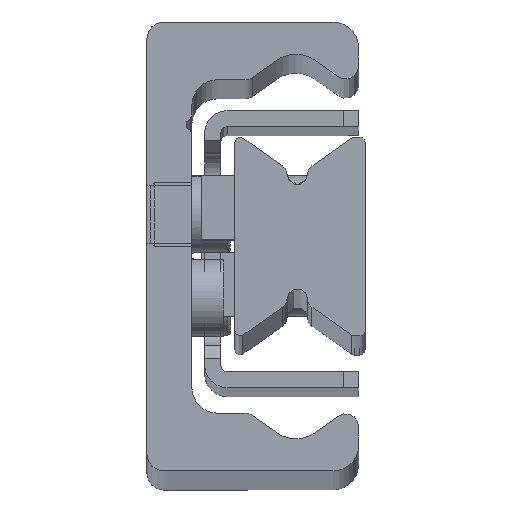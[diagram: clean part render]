
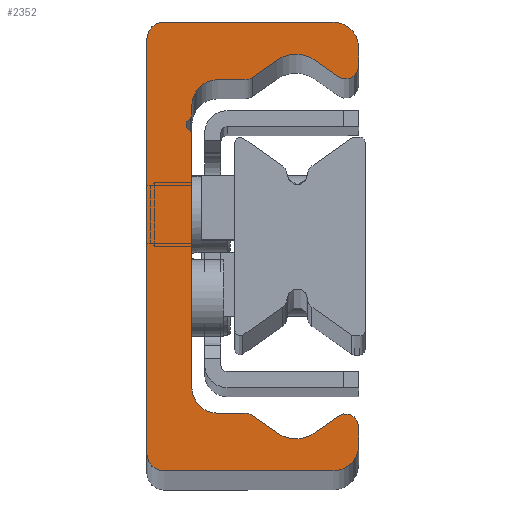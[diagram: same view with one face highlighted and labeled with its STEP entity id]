
A CAD part, top view. The second image highlights one B-rep face of the part: STEP entity #2352.
In plain terms, the highlighted planar face has unit normal (0, 0, 1).
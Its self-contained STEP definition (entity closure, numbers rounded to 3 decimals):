
#1298=CARTESIAN_POINT('',(1.299,0.,850.0));
#1299=VERTEX_POINT('',#1298);
#1300=CARTESIAN_POINT('',(-0.001,1.3,850.0));
#1301=VERTEX_POINT('',#1300);
#1302=CARTESIAN_POINT('',(1.299,1.3,850.0));
#1303=DIRECTION('',(0.0,0.0,-1.0));
#1304=DIRECTION('',(-1.0,0.0,0.0));
#1305=AXIS2_PLACEMENT_3D('',#1302,#1303,#1304);
#1306=CIRCLE('',#1305,1.3);
#1307=EDGE_CURVE('',#1299,#1301,#1306,.T.);
#1340=CARTESIAN_POINT('',(-0.001,33.7,850.0));
#1341=VERTEX_POINT('',#1340);
#1342=CARTESIAN_POINT('',(-0.001,1.3,850.0));
#1343=DIRECTION('',(0.0,1.0,0.0));
#1344=VECTOR('',#1343,32.4);
#1345=LINE('',#1342,#1344);
#1346=EDGE_CURVE('',#1301,#1341,#1345,.T.);
#1416=CARTESIAN_POINT('',(1.299,35.0,850.0));
#1417=VERTEX_POINT('',#1416);
#1418=CARTESIAN_POINT('',(1.299,33.7,850.0));
#1419=DIRECTION('',(0.0,0.0,-1.0));
#1420=DIRECTION('',(0.0,1.0,0.0));
#1421=AXIS2_PLACEMENT_3D('',#1418,#1419,#1420);
#1422=CIRCLE('',#1421,1.3);
#1423=EDGE_CURVE('',#1341,#1417,#1422,.T.);
#1449=CARTESIAN_POINT('',(14.499,35.0,850.0));
#1450=VERTEX_POINT('',#1449);
#1451=CARTESIAN_POINT('',(1.299,35.0,850.0));
#1452=DIRECTION('',(1.0,0.0,0.0));
#1453=VECTOR('',#1452,13.2);
#1454=LINE('',#1451,#1453);
#1455=EDGE_CURVE('',#1417,#1450,#1454,.T.);
#1480=CARTESIAN_POINT('',(16.499,33.0,850.0));
#1481=VERTEX_POINT('',#1480);
#1482=CARTESIAN_POINT('',(14.499,33.0,850.0));
#1483=DIRECTION('',(0.0,0.0,-1.0));
#1484=DIRECTION('',(1.0,0.0,0.0));
#1485=AXIS2_PLACEMENT_3D('',#1482,#1483,#1484);
#1486=CIRCLE('',#1485,2.0);
#1487=EDGE_CURVE('',#1450,#1481,#1486,.T.);
#1513=CARTESIAN_POINT('',(16.499,31.542,850.0));
#1514=VERTEX_POINT('',#1513);
#1515=CARTESIAN_POINT('',(16.499,33.0,850.0));
#1516=DIRECTION('',(0.0,-1.0,0.0));
#1517=VECTOR('',#1516,1.458);
#1518=LINE('',#1515,#1517);
#1519=EDGE_CURVE('',#1481,#1514,#1518,.T.);
#1544=CARTESIAN_POINT('',(14.926,30.723,850.0));
#1545=VERTEX_POINT('',#1544);
#1546=CARTESIAN_POINT('',(15.499,31.542,850.0));
#1547=DIRECTION('',(0.0,0.0,-1.0));
#1548=DIRECTION('',(-0.574,-0.819,0.0));
#1549=AXIS2_PLACEMENT_3D('',#1546,#1547,#1548);
#1550=CIRCLE('',#1549,1.);
#1551=EDGE_CURVE('',#1514,#1545,#1550,.T.);
#1577=CARTESIAN_POINT('',(13.033,32.048,850.0));
#1578=VERTEX_POINT('',#1577);
#1579=CARTESIAN_POINT('',(14.926,30.723,850.0));
#1580=DIRECTION('',(-0.819,0.574,0.0));
#1581=VECTOR('',#1580,2.31);
#1582=LINE('',#1579,#1581);
#1583=EDGE_CURVE('',#1545,#1578,#1582,.T.);
#1608=CARTESIAN_POINT('',(10.165,32.048,850.0));
#1609=VERTEX_POINT('',#1608);
#1610=CARTESIAN_POINT('',(11.599,30.0,850.0));
#1611=DIRECTION('',(0.0,0.0,1.));
#1612=DIRECTION('',(-0.574,-0.819,0.0));
#1613=AXIS2_PLACEMENT_3D('',#1610,#1611,#1612);
#1614=CIRCLE('',#1613,2.5);
#1615=EDGE_CURVE('',#1578,#1609,#1614,.T.);
#1641=CARTESIAN_POINT('',(8.213,30.681,850.0));
#1642=VERTEX_POINT('',#1641);
#1643=CARTESIAN_POINT('',(10.165,32.048,850.0));
#1644=DIRECTION('',(-0.819,-0.574,0.0));
#1645=VECTOR('',#1644,2.383);
#1646=LINE('',#1643,#1645);
#1647=EDGE_CURVE('',#1609,#1642,#1646,.T.);
#1672=CARTESIAN_POINT('',(7.64,30.5,850.0));
#1673=VERTEX_POINT('',#1672);
#1674=CARTESIAN_POINT('',(7.64,31.5,850.0));
#1675=DIRECTION('',(0.0,0.0,-1.0));
#1676=DIRECTION('',(0.0,-1.0,0.0));
#1677=AXIS2_PLACEMENT_3D('',#1674,#1675,#1676);
#1678=CIRCLE('',#1677,1.);
#1679=EDGE_CURVE('',#1642,#1673,#1678,.T.);
#1705=CARTESIAN_POINT('',(5.499,30.5,850.0));
#1706=VERTEX_POINT('',#1705);
#1707=CARTESIAN_POINT('',(7.64,30.5,850.0));
#1708=DIRECTION('',(-1.0,0.0,0.0));
#1709=VECTOR('',#1708,2.14);
#1710=LINE('',#1707,#1709);
#1711=EDGE_CURVE('',#1673,#1706,#1710,.T.);
#1736=CARTESIAN_POINT('',(3.499,28.5,850.0));
#1737=VERTEX_POINT('',#1736);
#1738=CARTESIAN_POINT('',(5.499,28.5,850.0));
#1739=DIRECTION('',(0.0,0.0,1.0));
#1740=DIRECTION('',(0.0,-1.0,0.0));
#1741=AXIS2_PLACEMENT_3D('',#1738,#1739,#1740);
#1742=CIRCLE('',#1741,2.0);
#1743=EDGE_CURVE('',#1706,#1737,#1742,.T.);
#1769=CARTESIAN_POINT('',(3.499,27.671,850.0));
#1770=VERTEX_POINT('',#1769);
#1771=CARTESIAN_POINT('',(3.499,28.5,850.0));
#1772=DIRECTION('',(0.0,-1.0,0.0));
#1773=VECTOR('',#1772,0.829);
#1774=LINE('',#1771,#1773);
#1775=EDGE_CURVE('',#1737,#1770,#1774,.T.);
#1800=CARTESIAN_POINT('',(3.357,27.479,850.0));
#1801=VERTEX_POINT('',#1800);
#1802=CARTESIAN_POINT('',(3.299,27.671,850.0));
#1803=DIRECTION('',(0.0,0.0,-1.0));
#1804=DIRECTION('',(0.286,-0.958,0.0));
#1805=AXIS2_PLACEMENT_3D('',#1802,#1803,#1804);
#1806=CIRCLE('',#1805,0.2);
#1807=EDGE_CURVE('',#1770,#1801,#1806,.T.);
#1833=CARTESIAN_POINT('',(3.357,26.521,850.0));
#1834=VERTEX_POINT('',#1833);
#1835=CARTESIAN_POINT('',(3.499,27.0,850.0));
#1836=DIRECTION('',(0.0,0.0,1.));
#1837=DIRECTION('',(0.286,-0.958,0.0));
#1838=AXIS2_PLACEMENT_3D('',#1835,#1836,#1837);
#1839=CIRCLE('',#1838,0.5);
#1840=EDGE_CURVE('',#1801,#1834,#1839,.T.);
#1866=CARTESIAN_POINT('',(3.499,26.329,850.0));
#1867=VERTEX_POINT('',#1866);
#1868=CARTESIAN_POINT('',(3.299,26.329,850.0));
#1869=DIRECTION('',(0.0,0.0,-1.0));
#1870=DIRECTION('',(1.0,0.0,0.0));
#1871=AXIS2_PLACEMENT_3D('',#1868,#1869,#1870);
#1872=CIRCLE('',#1871,0.2);
#1873=EDGE_CURVE('',#1834,#1867,#1872,.T.);
#1899=CARTESIAN_POINT('',(3.499,6.5,850.0));
#1900=VERTEX_POINT('',#1899);
#1901=CARTESIAN_POINT('',(3.499,26.329,850.0));
#1902=DIRECTION('',(0.0,-1.0,0.0));
#1903=VECTOR('',#1902,19.829);
#1904=LINE('',#1901,#1903);
#1905=EDGE_CURVE('',#1867,#1900,#1904,.T.);
#1975=CARTESIAN_POINT('',(5.499,4.5,850.0));
#1976=VERTEX_POINT('',#1975);
#1977=CARTESIAN_POINT('',(5.499,6.5,850.0));
#1978=DIRECTION('',(0.0,0.0,1.0));
#1979=DIRECTION('',(1.0,0.0,0.0));
#1980=AXIS2_PLACEMENT_3D('',#1977,#1978,#1979);
#1981=CIRCLE('',#1980,2.0);
#1982=EDGE_CURVE('',#1900,#1976,#1981,.T.);
#2008=CARTESIAN_POINT('',(7.64,4.5,850.0));
#2009=VERTEX_POINT('',#2008);
#2010=CARTESIAN_POINT('',(5.499,4.5,850.0));
#2011=DIRECTION('',(1.0,0.0,0.0));
#2012=VECTOR('',#2011,2.14);
#2013=LINE('',#2010,#2012);
#2014=EDGE_CURVE('',#1976,#2009,#2013,.T.);
#2039=CARTESIAN_POINT('',(8.213,4.319,850.0));
#2040=VERTEX_POINT('',#2039);
#2041=CARTESIAN_POINT('',(7.64,3.5,850.0));
#2042=DIRECTION('',(0.0,0.0,-1.0));
#2043=DIRECTION('',(0.574,0.819,0.0));
#2044=AXIS2_PLACEMENT_3D('',#2041,#2042,#2043);
#2045=CIRCLE('',#2044,1.);
#2046=EDGE_CURVE('',#2009,#2040,#2045,.T.);
#2072=CARTESIAN_POINT('',(10.165,2.952,850.0));
#2073=VERTEX_POINT('',#2072);
#2074=CARTESIAN_POINT('',(8.213,4.319,850.0));
#2075=DIRECTION('',(0.819,-0.574,0.0));
#2076=VECTOR('',#2075,2.383);
#2077=LINE('',#2074,#2076);
#2078=EDGE_CURVE('',#2040,#2073,#2077,.T.);
#2103=CARTESIAN_POINT('',(13.033,2.952,850.0));
#2104=VERTEX_POINT('',#2103);
#2105=CARTESIAN_POINT('',(11.599,5.,850.0));
#2106=DIRECTION('',(0.0,0.0,1.));
#2107=DIRECTION('',(0.574,0.819,0.0));
#2108=AXIS2_PLACEMENT_3D('',#2105,#2106,#2107);
#2109=CIRCLE('',#2108,2.5);
#2110=EDGE_CURVE('',#2073,#2104,#2109,.T.);
#2136=CARTESIAN_POINT('',(14.926,4.277,850.0));
#2137=VERTEX_POINT('',#2136);
#2138=CARTESIAN_POINT('',(13.033,2.952,850.0));
#2139=DIRECTION('',(0.819,0.574,0.0));
#2140=VECTOR('',#2139,2.31);
#2141=LINE('',#2138,#2140);
#2142=EDGE_CURVE('',#2104,#2137,#2141,.T.);
#2167=CARTESIAN_POINT('',(16.499,3.458,850.0));
#2168=VERTEX_POINT('',#2167);
#2169=CARTESIAN_POINT('',(15.499,3.458,850.0));
#2170=DIRECTION('',(0.0,0.0,-1.0));
#2171=DIRECTION('',(1.0,0.0,0.0));
#2172=AXIS2_PLACEMENT_3D('',#2169,#2170,#2171);
#2173=CIRCLE('',#2172,1.);
#2174=EDGE_CURVE('',#2137,#2168,#2173,.T.);
#2200=CARTESIAN_POINT('',(16.499,2.,850.0));
#2201=VERTEX_POINT('',#2200);
#2202=CARTESIAN_POINT('',(16.499,3.458,850.0));
#2203=DIRECTION('',(0.0,-1.0,0.0));
#2204=VECTOR('',#2203,1.458);
#2205=LINE('',#2202,#2204);
#2206=EDGE_CURVE('',#2168,#2201,#2205,.T.);
#2231=CARTESIAN_POINT('',(14.499,0.,850.0));
#2232=VERTEX_POINT('',#2231);
#2233=CARTESIAN_POINT('',(14.499,2.,850.0));
#2234=DIRECTION('',(0.0,0.0,-1.0));
#2235=DIRECTION('',(0.0,-1.0,0.0));
#2236=AXIS2_PLACEMENT_3D('',#2233,#2234,#2235);
#2237=CIRCLE('',#2236,2.0);
#2238=EDGE_CURVE('',#2201,#2232,#2237,.T.);
#2264=CARTESIAN_POINT('',(14.499,0.,850.0));
#2265=DIRECTION('',(-1.0,0.0,0.0));
#2266=VECTOR('',#2265,13.2);
#2267=LINE('',#2264,#2266);
#2268=EDGE_CURVE('',#2232,#1299,#2267,.T.);
#2317=CARTESIAN_POINT('',(5.933,17.534,850.0));
#2318=DIRECTION('',(0.0,0.0,1.0));
#2319=DIRECTION('',(1.0,0.0,0.0));
#2320=AXIS2_PLACEMENT_3D('',#2317,#2318,#2319);
#2321=PLANE('',#2320);
#2322=ORIENTED_EDGE('',*,*,#1307,.F.);
#2323=ORIENTED_EDGE('',*,*,#2268,.F.);
#2324=ORIENTED_EDGE('',*,*,#2238,.F.);
#2325=ORIENTED_EDGE('',*,*,#2206,.F.);
#2326=ORIENTED_EDGE('',*,*,#2174,.F.);
#2327=ORIENTED_EDGE('',*,*,#2142,.F.);
#2328=ORIENTED_EDGE('',*,*,#2110,.F.);
#2329=ORIENTED_EDGE('',*,*,#2078,.F.);
#2330=ORIENTED_EDGE('',*,*,#2046,.F.);
#2331=ORIENTED_EDGE('',*,*,#2014,.F.);
#2332=ORIENTED_EDGE('',*,*,#1982,.F.);
#2333=ORIENTED_EDGE('',*,*,#1905,.F.);
#2334=ORIENTED_EDGE('',*,*,#1873,.F.);
#2335=ORIENTED_EDGE('',*,*,#1840,.F.);
#2336=ORIENTED_EDGE('',*,*,#1807,.F.);
#2337=ORIENTED_EDGE('',*,*,#1775,.F.);
#2338=ORIENTED_EDGE('',*,*,#1743,.F.);
#2339=ORIENTED_EDGE('',*,*,#1711,.F.);
#2340=ORIENTED_EDGE('',*,*,#1679,.F.);
#2341=ORIENTED_EDGE('',*,*,#1647,.F.);
#2342=ORIENTED_EDGE('',*,*,#1615,.F.);
#2343=ORIENTED_EDGE('',*,*,#1583,.F.);
#2344=ORIENTED_EDGE('',*,*,#1551,.F.);
#2345=ORIENTED_EDGE('',*,*,#1519,.F.);
#2346=ORIENTED_EDGE('',*,*,#1487,.F.);
#2347=ORIENTED_EDGE('',*,*,#1455,.F.);
#2348=ORIENTED_EDGE('',*,*,#1423,.F.);
#2349=ORIENTED_EDGE('',*,*,#1346,.F.);
#2350=EDGE_LOOP('',(#2322,#2323,#2324,#2325,#2326,#2327,#2328,#2329,#2330,#2331,#2332,#2333,#2334,#2335,#2336,#2337,#2338,#2339,#2340,#2341,#2342,#2343,#2344,#2345,#2346,#2347,#2348,#2349));
#2351=FACE_OUTER_BOUND('',#2350,.T.);
#2352=ADVANCED_FACE('',(#2351),#2321,.T.);
